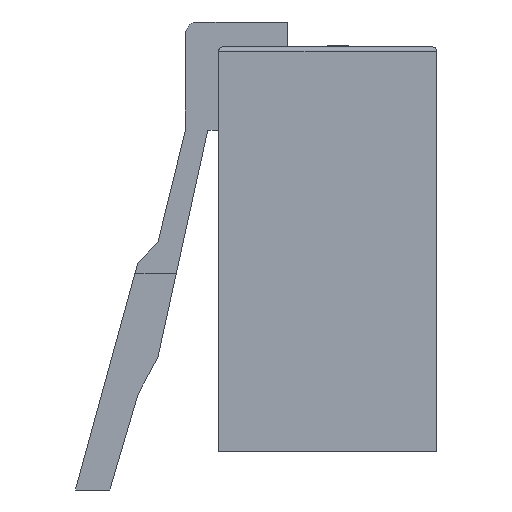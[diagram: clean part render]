
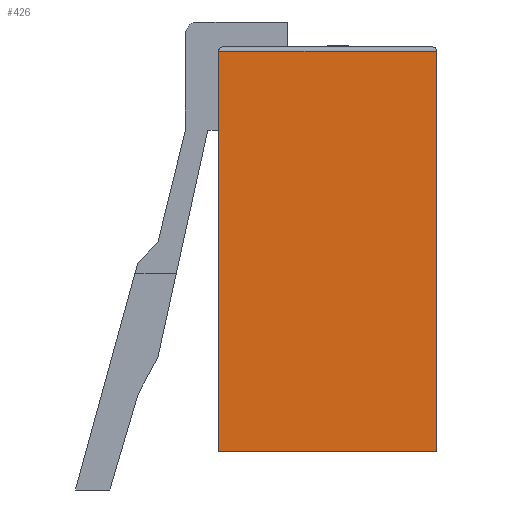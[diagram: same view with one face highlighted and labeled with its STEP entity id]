
A CAD part, left-side view. The second image highlights one B-rep face of the part: STEP entity #426.
In plain terms, the highlighted planar face has unit normal (-1, 0, 0).
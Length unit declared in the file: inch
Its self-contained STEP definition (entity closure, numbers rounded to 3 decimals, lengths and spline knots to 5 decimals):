
#239 = EDGE_CURVE ( 'NONE', #240, #6309, #1995, .T. ) ;
#240 = VERTEX_POINT ( 'NONE', #2055 ) ;
#383 = EDGE_CURVE ( 'NONE', #409, #384, #2360, .T. ) ;
#384 = VERTEX_POINT ( 'NONE', #2419 ) ;
#409 = VERTEX_POINT ( 'NONE', #2437 ) ;
#426 = ADVANCED_FACE ( 'NONE', ( #2473 ), #2472, .F. ) ;
#427 = EDGE_LOOP ( 'NONE', ( #428, #429, #431, #432 ) ) ;
#428 = ORIENTED_EDGE ( 'NONE', *, *, #383, .F. ) ;
#429 = ORIENTED_EDGE ( 'NONE', *, *, #430, .T. ) ;
#430 = EDGE_CURVE ( 'NONE', #409, #240, #2467, .T. ) ;
#431 = ORIENTED_EDGE ( 'NONE', *, *, #239, .T. ) ;
#432 = ORIENTED_EDGE ( 'NONE', *, *, #433, .T. ) ;
#433 = EDGE_CURVE ( 'NONE', #6309, #384, #2463, .T. ) ;
#1992 = DIRECTION ( 'NONE',  ( 0., 0., -1. ) ) ;
#1993 = VECTOR ( 'NONE', #1992, 39.37008 ) ;
#1994 = CARTESIAN_POINT ( 'NONE',  ( -0.1895, 0.131, 0.243 ) ) ;
#1995 = LINE ( 'NONE', #1994, #1993 ) ;
#2055 = CARTESIAN_POINT ( 'NONE',  ( -0.1895, 0.131, 0.238 ) ) ;
#2357 = DIRECTION ( 'NONE',  ( 0., 0., -1. ) ) ;
#2358 = VECTOR ( 'NONE', #2357, 39.37008 ) ;
#2359 = CARTESIAN_POINT ( 'NONE',  ( -0.1895, -0.131, 0.243 ) ) ;
#2360 = LINE ( 'NONE', #2359, #2358 ) ;
#2419 = CARTESIAN_POINT ( 'NONE',  ( -0.1895, -0.131, -0.243 ) ) ;
#2437 = CARTESIAN_POINT ( 'NONE',  ( -0.1895, -0.131, 0.238 ) ) ;
#2460 = DIRECTION ( 'NONE',  ( 0., -1., 0. ) ) ;
#2461 = VECTOR ( 'NONE', #2460, 39.37008 ) ;
#2462 = CARTESIAN_POINT ( 'NONE',  ( -0.1895, 0.131, -0.243 ) ) ;
#2463 = LINE ( 'NONE', #2462, #2461 ) ;
#2464 = DIRECTION ( 'NONE',  ( 0., 1., 0. ) ) ;
#2465 = VECTOR ( 'NONE', #2464, 39.37008 ) ;
#2466 = CARTESIAN_POINT ( 'NONE',  ( -0.1895, 0.131, 0.238 ) ) ;
#2467 = LINE ( 'NONE', #2466, #2465 ) ;
#2468 = DIRECTION ( 'NONE',  ( 0., 1., 0. ) ) ;
#2469 = DIRECTION ( 'NONE',  ( 1., 0., 0. ) ) ;
#2470 = CARTESIAN_POINT ( 'NONE',  ( -0.1895, 0.131, 0.243 ) ) ;
#2471 = AXIS2_PLACEMENT_3D ( 'NONE', #2470, #2469, #2468 ) ;
#2472 = PLANE ( 'NONE',  #2471 ) ;
#2473 = FACE_OUTER_BOUND ( 'NONE', #427, .T. ) ;
#6096 = CARTESIAN_POINT ( 'NONE',  ( -0.1895, 0.131, -0.243 ) ) ;
#6309 = VERTEX_POINT ( 'NONE', #6096 ) ;
